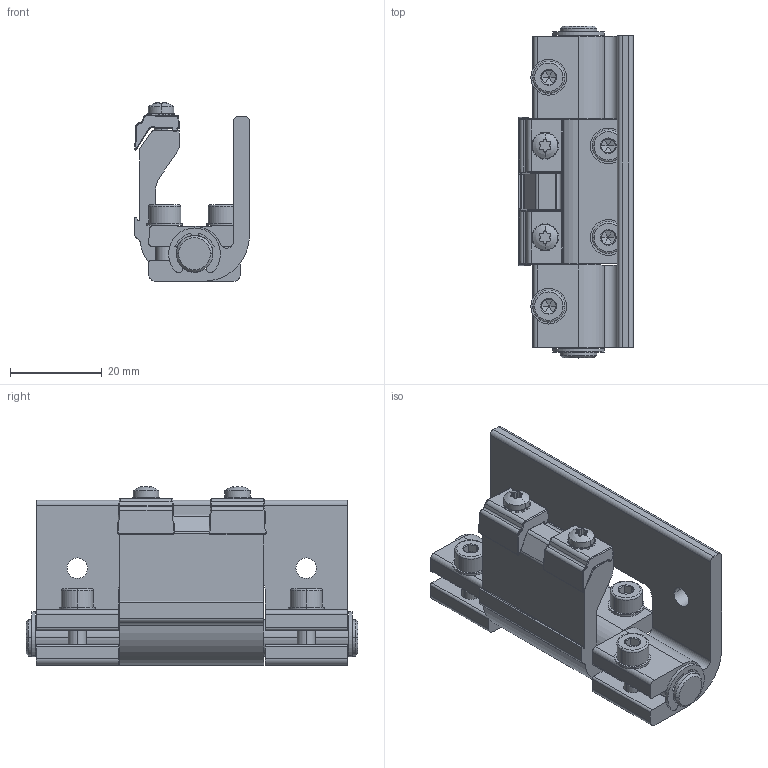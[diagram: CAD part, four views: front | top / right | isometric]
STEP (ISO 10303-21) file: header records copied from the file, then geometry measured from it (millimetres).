
FILE_DESCRIPTION((''),'2;1');
FILE_NAME('DB006540_OMH-SLCT-05_SW0003','2011-03-15T',('jsteininge'),(''),'PRO/ENGINEER BY PARAMETRIC TECHNOLOGY CORPORATION, 2006300','PRO/ENGINEER BY PARAMETRIC TECHNOLOGY CORPORATION, 2006300','');
FILE_SCHEMA(('CONFIG_CONTROL_DESIGN'));
Length unit declared in the file: millimetre
Products named in the file (1): DB006540_OMH-SLCT-05_SW0003
Bounding box: 25.1 x 72.5 x 38.99 mm (x, y, z)
Volume: 23913.3 mm3; surface area: 17350.6 mm2
Topology: 3 solids, 3 shells, 619 faces, 1528 edges, 940 vertices
Faces by surface type: plane 297, cylinder 230, cone 32, bspline 28, sphere 16, torus 16
Entity records: 23728 total; most frequent: CARTESIAN_POINT 6442, DIRECTION 3096, ORIENTED_EDGE 3050, EDGE_CURVE 1525, AXIS2_PLACEMENT_3D 1134, VERTEX_POINT 934, VECTOR 828, LINE 828
